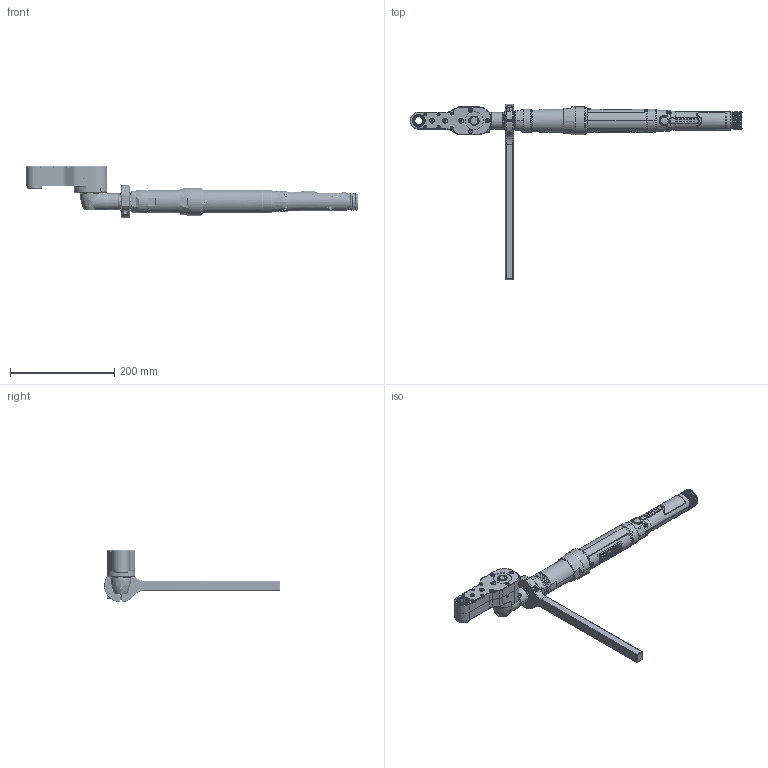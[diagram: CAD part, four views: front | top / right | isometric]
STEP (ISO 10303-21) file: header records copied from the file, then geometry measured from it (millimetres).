
FILE_DESCRIPTION((''),'2;1');
FILE_NAME('EB34LC615-110','2019-03-21T13:54:00',('DMG0713'),(''),'CREO PARAMETRIC BY PTC INC, 2017380','CREO PARAMETRIC BY PTC INC, 2017380','');
FILE_SCHEMA(('CONFIG_CONTROL_DESIGN'));
Products named in the file (1): EB34LC615-110
Bounding box: 636.29 x 336.55 x 100.8 mm (x, y, z)
Surface area: 245517.1 mm2 (no closed solid volume)
Topology: 0 solids, 325 shells, 2695 faces, 11475 edges, 8921 vertices
Faces by surface type: cylinder 1032, plane 790, bspline 375, cone 287, torus 139, extrusion 47, sphere 25
Entity records: 172192 total; most frequent: CARTESIAN_POINT 88885, ORIENTED_EDGE 15874, DIRECTION 14856, EDGE_CURVE 11467, VERTEX_POINT 8921, AXIS2_PLACEMENT_3D 5323, B_SPLINE_CURVE_WITH_KNOTS 4301, VECTOR 4210
